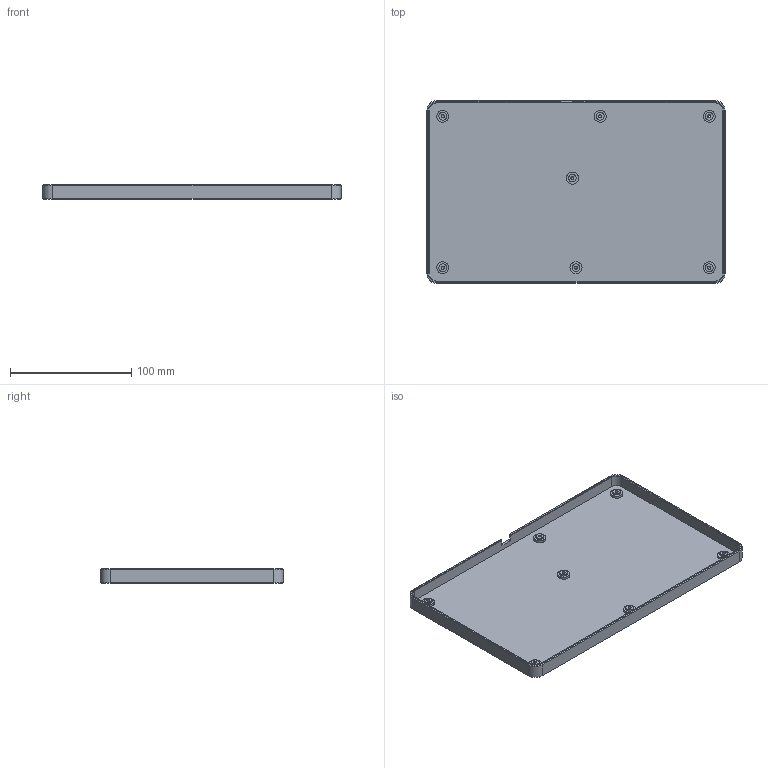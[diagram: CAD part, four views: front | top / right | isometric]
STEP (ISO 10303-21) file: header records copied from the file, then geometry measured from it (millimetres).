
FILE_DESCRIPTION(/* description */ (''),/* implementation_level */ '2;1');
FILE_NAME(/* name */ 'bottom-tray-aluminum.step',/* time_stamp */ '2024-04-24T00:57:17-04:00',/* author */ (''),/* organization */ (''),/* preprocessor_version */ 'ST-DEVELOPER v20',/* originating_system */ 'Autodesk Translation Framework v12.14.0.127',/* authorisation */ '');
FILE_SCHEMA (('AUTOMOTIVE_DESIGN { 1 0 10303 214 3 1 1 }'));
Length unit declared in the file: millimetre
Products named in the file (1): leviathan-bottom-aluminum
Bounding box: 246 x 151 x 12.1 mm (x, y, z)
Volume: 90505 mm3; surface area: 91442.6 mm2
Topology: 2 solids, 2 shells, 94 faces, 200 edges, 123 vertices
Faces by surface type: plane 45, cylinder 30, cone 19
Full cylindrical faces by diameter (mm): 2.529 x7, 6.32 x7, 10 x8
Entity records: 2519 total; most frequent: DIRECTION 457, CARTESIAN_POINT 412, ORIENTED_EDGE 388, EDGE_CURVE 194, AXIS2_PLACEMENT_3D 168, VERTEX_POINT 123, LINE 121, VECTOR 121
